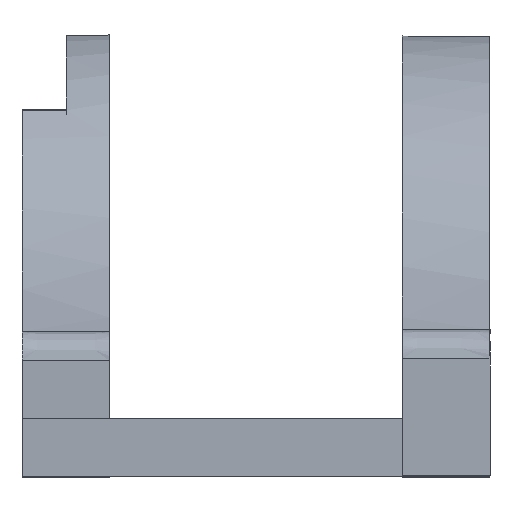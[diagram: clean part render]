
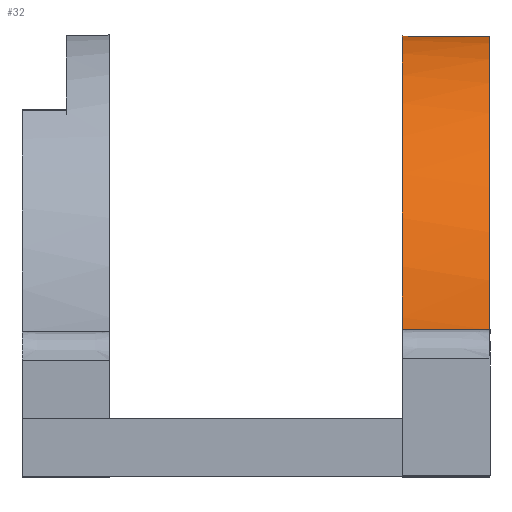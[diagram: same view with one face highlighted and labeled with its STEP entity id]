
A CAD part, front view. The second image highlights one B-rep face of the part: STEP entity #32.
In plain terms, the highlighted free-form (B-spline) face has degree [2, 1] with [9, 2] control points.
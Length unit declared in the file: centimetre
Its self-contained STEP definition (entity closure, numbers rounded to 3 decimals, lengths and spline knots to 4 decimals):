
#32=ADVANCED_FACE('',(#87),#979,.T.);
#87=FACE_OUTER_BOUND('',#144,.T.);
#144=EDGE_LOOP('',(#240,#241,#242,#243,#244,#245,#246,#247));
#240=ORIENTED_EDGE('',*,*,#603,.T.);
#241=ORIENTED_EDGE('',*,*,#601,.T.);
#242=ORIENTED_EDGE('',*,*,#607,.T.);
#243=ORIENTED_EDGE('',*,*,#615,.F.);
#244=ORIENTED_EDGE('',*,*,#606,.T.);
#245=ORIENTED_EDGE('',*,*,#600,.T.);
#246=ORIENTED_EDGE('',*,*,#602,.T.);
#247=ORIENTED_EDGE('',*,*,#613,.T.);
#600=EDGE_CURVE('',#895,#896,#795,.T.);
#601=EDGE_CURVE('',#897,#898,#796,.T.);
#602=EDGE_CURVE('',#896,#899,#797,.T.);
#603=EDGE_CURVE('',#900,#897,#720,.T.);
#606=EDGE_CURVE('',#905,#895,#723,.T.);
#607=EDGE_CURVE('',#898,#906,#724,.T.);
#613=EDGE_CURVE('',#899,#900,#799,.T.);
#615=EDGE_CURVE('',#905,#906,#801,.T.);
#720=B_SPLINE_CURVE_WITH_KNOTS('',1,(#1719,#1720),.UNSPECIFIED.,.F.,.F.,
(2,2),(-2.9756,0.),.UNSPECIFIED.);
#723=B_SPLINE_CURVE_WITH_KNOTS('',1,(#1725,#1726),.UNSPECIFIED.,.F.,.F.,
(2,2),(13.0707,13.095),.UNSPECIFIED.);
#724=B_SPLINE_CURVE_WITH_KNOTS('',1,(#1727,#1728),.UNSPECIFIED.,.F.,.F.,
(2,2),(-13.095,-13.0707),.UNSPECIFIED.);
#795=(
BOUNDED_CURVE()
B_SPLINE_CURVE(2,(#1711,#1712,#1713),.UNSPECIFIED.,.F.,.F.)
B_SPLINE_CURVE_WITH_KNOTS((3,3),(24.8274,27.748),
 .UNSPECIFIED.)
CURVE()
GEOMETRIC_REPRESENTATION_ITEM()
RATIONAL_B_SPLINE_CURVE((1.,0.99,1.))
REPRESENTATION_ITEM('')
);
#796=(
BOUNDED_CURVE()
B_SPLINE_CURVE(2,(#1714,#1715,#1716),.UNSPECIFIED.,.F.,.F.)
B_SPLINE_CURVE_WITH_KNOTS((3,3),(60.428,63.3788),
 .UNSPECIFIED.)
CURVE()
GEOMETRIC_REPRESENTATION_ITEM()
RATIONAL_B_SPLINE_CURVE((1.,0.99,1.))
REPRESENTATION_ITEM('')
);
#797=(
BOUNDED_CURVE()
B_SPLINE_CURVE(1,(#1717,#1718),.UNSPECIFIED.,.F.,.F.)
B_SPLINE_CURVE_WITH_KNOTS((2,2),(-2.9756,0.),.UNSPECIFIED.)
CURVE()
GEOMETRIC_REPRESENTATION_ITEM()
RATIONAL_B_SPLINE_CURVE((1.,1.))
REPRESENTATION_ITEM('')
);
#799=(
BOUNDED_CURVE()
B_SPLINE_CURVE(2,(#1740,#1741,#1742,#1743,#1744,#1745,#1746),
 .UNSPECIFIED.,.F.,.F.)
B_SPLINE_CURVE_WITH_KNOTS((3,2,2,3),(27.748,34.1048,51.1572,
60.428),.UNSPECIFIED.)
CURVE()
GEOMETRIC_REPRESENTATION_ITEM()
RATIONAL_B_SPLINE_CURVE((1.,0.959,1.,0.707,1.,0.909,
1.))
REPRESENTATION_ITEM('')
);
#801=(
BOUNDED_CURVE()
B_SPLINE_CURVE(2,(#1750,#1751,#1752,#1753,#1754,#1755,#1756),
 .UNSPECIFIED.,.F.,.F.)
B_SPLINE_CURVE_WITH_KNOTS((3,2,2,3),(24.8274,34.1048,51.1572,
63.3788),.UNSPECIFIED.)
CURVE()
GEOMETRIC_REPRESENTATION_ITEM()
RATIONAL_B_SPLINE_CURVE((1.,0.909,1.,0.707,1.,0.842,
1.))
REPRESENTATION_ITEM('')
);
#895=VERTEX_POINT('',#1422);
#896=VERTEX_POINT('',#1423);
#897=VERTEX_POINT('',#1424);
#898=VERTEX_POINT('',#1425);
#899=VERTEX_POINT('',#1426);
#900=VERTEX_POINT('',#1427);
#905=VERTEX_POINT('',#1432);
#906=VERTEX_POINT('',#1433);
#979=(
BOUNDED_SURFACE()
B_SPLINE_SURFACE(2,1,((#1146,#1147),(#1148,#1149),(#1150,#1151),(#1152,
#1153),(#1154,#1155),(#1156,#1157),(#1158,#1159),(#1160,#1161),(#1162,#1163)),
 .UNSPECIFIED.,.T.,.F.,.F.)
B_SPLINE_SURFACE_WITH_KNOTS((3,2,2,2,3),(2,2),(0.,17.0524,34.1048,
51.1572,68.2096),(0.,3.),.UNSPECIFIED.)
GEOMETRIC_REPRESENTATION_ITEM()
RATIONAL_B_SPLINE_SURFACE(((1.,1.),(0.707,0.707),
(1.,1.),(0.707,0.707),(1.,1.),(0.707,
0.707),(1.,1.),(0.707,0.707),(1.,1.)))
REPRESENTATION_ITEM('')
SURFACE()
);
#1146=CARTESIAN_POINT('',(-5.451,10.085,-5.4677));
#1147=CARTESIAN_POINT('',(-5.751,10.085,-5.4677));
#1148=CARTESIAN_POINT('',(-5.451,9.433,-6.3357));
#1149=CARTESIAN_POINT('',(-5.751,9.433,-6.3357));
#1150=CARTESIAN_POINT('',(-5.451,8.565,-5.6837));
#1151=CARTESIAN_POINT('',(-5.751,8.565,-5.6837));
#1152=CARTESIAN_POINT('',(-5.451,7.697,-5.0317));
#1153=CARTESIAN_POINT('',(-5.751,7.697,-5.0317));
#1154=CARTESIAN_POINT('',(-5.451,8.349,-4.1637));
#1155=CARTESIAN_POINT('',(-5.751,8.349,-4.1637));
#1156=CARTESIAN_POINT('',(-5.451,9.001,-3.2957));
#1157=CARTESIAN_POINT('',(-5.751,9.001,-3.2957));
#1158=CARTESIAN_POINT('',(-5.451,9.869,-3.9477));
#1159=CARTESIAN_POINT('',(-5.751,9.869,-3.9477));
#1160=CARTESIAN_POINT('',(-5.451,10.737,-4.5997));
#1161=CARTESIAN_POINT('',(-5.751,10.737,-4.5997));
#1162=CARTESIAN_POINT('',(-5.451,10.085,-5.4677));
#1163=CARTESIAN_POINT('',(-5.751,10.085,-5.4677));
#1422=CARTESIAN_POINT('',(-5.7486,8.1562,-5.0463));
#1423=CARTESIAN_POINT('',(-5.7486,8.1339,-4.741));
#1424=CARTESIAN_POINT('',(-5.7486,10.3,-4.741));
#1425=CARTESIAN_POINT('',(-5.7486,10.2778,-5.0463));
#1426=CARTESIAN_POINT('',(-5.451,8.1339,-4.741));
#1427=CARTESIAN_POINT('',(-5.451,10.3,-4.741));
#1432=CARTESIAN_POINT('',(-5.751,8.1562,-5.0463));
#1433=CARTESIAN_POINT('',(-5.751,10.2778,-5.0463));
#1711=CARTESIAN_POINT('',(-5.7486,8.1562,-5.0463));
#1712=CARTESIAN_POINT('',(-5.7486,8.1233,-4.8952));
#1713=CARTESIAN_POINT('',(-5.7486,8.1339,-4.741));
#1714=CARTESIAN_POINT('',(-5.7486,10.3,-4.741));
#1715=CARTESIAN_POINT('',(-5.7486,10.3106,-4.8952));
#1716=CARTESIAN_POINT('',(-5.7486,10.2778,-5.0463));
#1717=CARTESIAN_POINT('',(-5.7486,8.1339,-4.741));
#1718=CARTESIAN_POINT('',(-5.451,8.1339,-4.741));
#1719=CARTESIAN_POINT('',(-5.451,10.3,-4.741));
#1720=CARTESIAN_POINT('',(-5.7486,10.3,-4.741));
#1725=CARTESIAN_POINT('',(-5.751,8.1562,-5.0463));
#1726=CARTESIAN_POINT('',(-5.7486,8.1562,-5.0463));
#1727=CARTESIAN_POINT('',(-5.7486,10.2778,-5.0463));
#1728=CARTESIAN_POINT('',(-5.751,10.2778,-5.0463));
#1740=CARTESIAN_POINT('',(-5.451,8.1339,-4.741));
#1741=CARTESIAN_POINT('',(-5.451,8.156,-4.4205));
#1742=CARTESIAN_POINT('',(-5.451,8.349,-4.1637));
#1743=CARTESIAN_POINT('',(-5.451,9.001,-3.2957));
#1744=CARTESIAN_POINT('',(-5.451,9.869,-3.9477));
#1745=CARTESIAN_POINT('',(-5.451,10.2658,-4.2458));
#1746=CARTESIAN_POINT('',(-5.451,10.3,-4.741));
#1750=CARTESIAN_POINT('',(-5.751,8.1562,-5.0463));
#1751=CARTESIAN_POINT('',(-5.751,8.0506,-4.5609));
#1752=CARTESIAN_POINT('',(-5.751,8.349,-4.1637));
#1753=CARTESIAN_POINT('',(-5.751,9.001,-3.2957));
#1754=CARTESIAN_POINT('',(-5.751,9.869,-3.9477));
#1755=CARTESIAN_POINT('',(-5.751,10.4257,-4.3659));
#1756=CARTESIAN_POINT('',(-5.751,10.2778,-5.0463));
